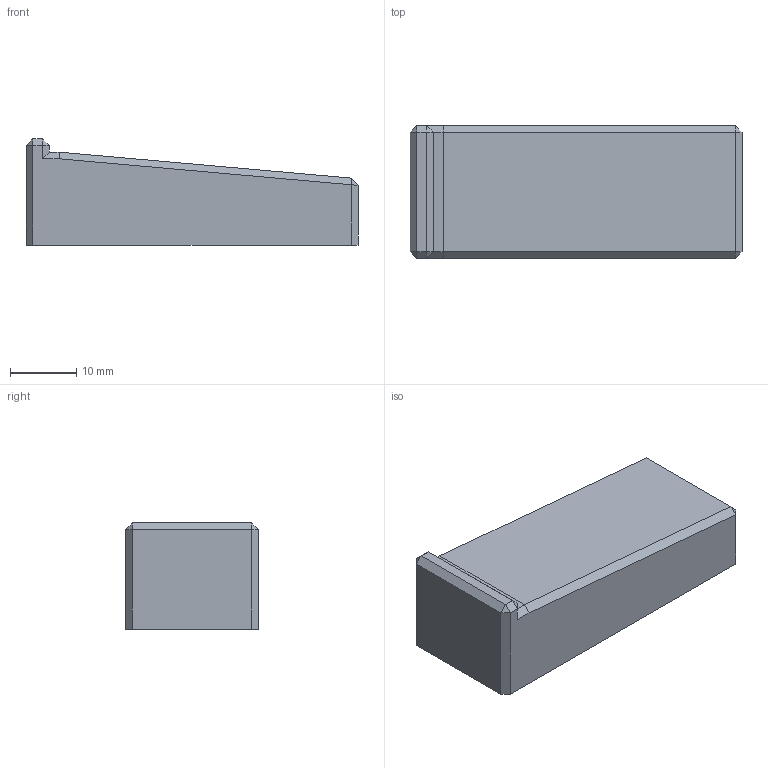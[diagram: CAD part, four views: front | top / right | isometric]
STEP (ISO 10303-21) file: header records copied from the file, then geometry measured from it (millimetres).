
FILE_DESCRIPTION(('FreeCAD Model'),'2;1');
FILE_NAME('Open CASCADE Shape Model','2024-05-07T13:53:21',(''),(''), 'Open CASCADE STEP processor 7.6','FreeCAD','Unknown');
FILE_SCHEMA(('AUTOMOTIVE_DESIGN { 1 0 10303 214 1 1 1 1 }'));
Length unit declared in the file: millimetre
Products named in the file (1): Stopper
Bounding box: 50 x 20 x 16 mm (x, y, z)
Volume: 12234.5 mm3; surface area: 3668.3 mm2
Topology: 1 solids, 1 shells, 30 faces, 62 edges, 34 vertices
Faces by surface type: plane 30
Entity records: 772 total; most frequent: CARTESIAN_POINT 127, DIRECTION 124, ORIENTED_EDGE 124, EDGE_CURVE 62, LINE 62, VECTOR 62, VERTEX_POINT 34, AXIS2_PLACEMENT_3D 31
